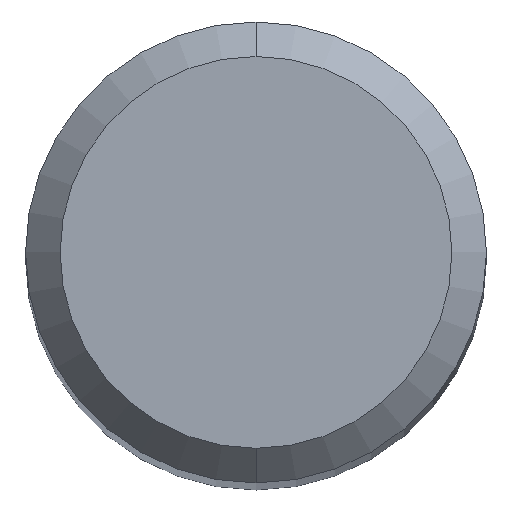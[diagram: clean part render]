
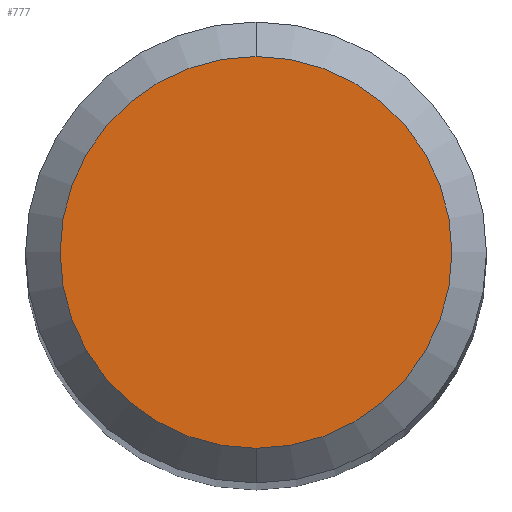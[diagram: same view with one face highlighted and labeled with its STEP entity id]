
A CAD part, top view. The second image highlights one B-rep face of the part: STEP entity #777.
In plain terms, the highlighted planar face has unit normal (0, 0, 1).
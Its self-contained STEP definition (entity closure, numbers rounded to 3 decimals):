
#419=EDGE_CURVE('',#535,#585,#1084,.T.);
#535=VERTEX_POINT('',#1209);
#585=VERTEX_POINT('',#1262);
#767=EDGE_CURVE('',#585,#535,#1465,.T.);
#777=ADVANCED_FACE('',(#1475),#1476,.T.);
#1084=CIRCLE('',#1850,1.7);
#1209=CARTESIAN_POINT('',(0.,-1.7,0.0));
#1262=CARTESIAN_POINT('',(0.0,1.7,0.0));
#1465=CIRCLE('',#3289,1.7);
#1475=FACE_OUTER_BOUND('',#3329,.T.);
#1476=PLANE('',#3330);
#1850=AXIS2_PLACEMENT_3D('',#4080,#4081,#4082);
#3289=AXIS2_PLACEMENT_3D('',#4525,#4526,#4527);
#3329=EDGE_LOOP('',(#4530,#4531));
#3330=AXIS2_PLACEMENT_3D('',#4532,#4533,#4534);
#4080=CARTESIAN_POINT('',(0.0,0.0,0.0));
#4081=DIRECTION('',(0.0,0.0,-1.0));
#4082=DIRECTION('',(0.0,1.0,0.0));
#4525=CARTESIAN_POINT('',(0.0,0.0,0.0));
#4526=DIRECTION('',(0.0,0.0,-1.0));
#4527=DIRECTION('',(0.0,1.0,0.0));
#4530=ORIENTED_EDGE('',*,*,#767,.F.);
#4531=ORIENTED_EDGE('',*,*,#419,.F.);
#4532=CARTESIAN_POINT('',(0.0,0.85,0.0));
#4533=DIRECTION('',(-0.0,0.0,1.0));
#4534=DIRECTION('',(0.0,-1.0,0.0));
